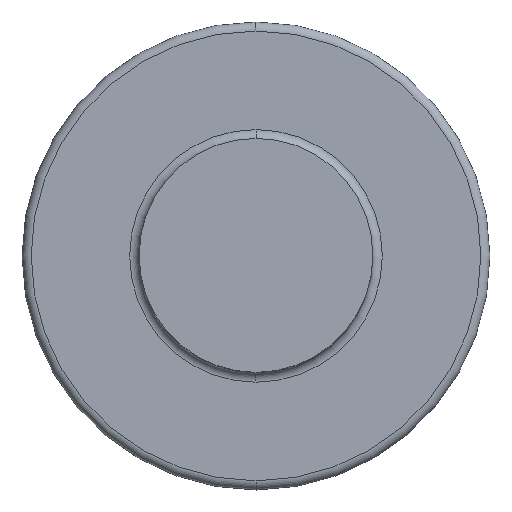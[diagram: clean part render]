
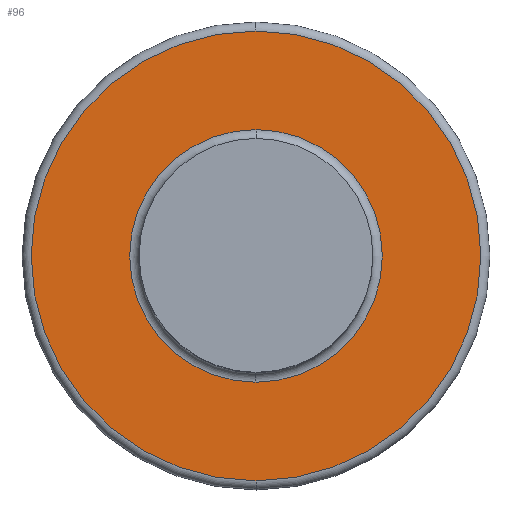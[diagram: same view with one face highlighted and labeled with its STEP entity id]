
A CAD part, top view. The second image highlights one B-rep face of the part: STEP entity #96.
In plain terms, the highlighted planar face has unit normal (0, 0, 1).
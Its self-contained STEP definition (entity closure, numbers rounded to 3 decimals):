
#35=FACE_BOUND('',#144,.T.);
#36=FACE_BOUND('',#145,.T.);
#96=ADVANCED_FACE('',(#35,#36),#114,.T.);
#114=PLANE('',#368);
#144=EDGE_LOOP('',(#173,#174));
#145=EDGE_LOOP('',(#175,#176));
#173=ORIENTED_EDGE('',*,*,#281,.F.);
#174=ORIENTED_EDGE('',*,*,#282,.F.);
#175=ORIENTED_EDGE('',*,*,#280,.F.);
#176=ORIENTED_EDGE('',*,*,#283,.F.);
#251=VERTEX_POINT('',#520);
#252=VERTEX_POINT('',#522);
#253=VERTEX_POINT('',#526);
#254=VERTEX_POINT('',#527);
#280=EDGE_CURVE('',#252,#251,#320,.T.);
#281=EDGE_CURVE('',#253,#254,#321,.T.);
#282=EDGE_CURVE('',#254,#253,#322,.T.);
#283=EDGE_CURVE('',#251,#252,#323,.T.);
#320=CIRCLE('',#363,2.16);
#321=CIRCLE('',#365,3.845);
#322=CIRCLE('',#366,3.845);
#323=CIRCLE('',#367,2.16);
#363=AXIS2_PLACEMENT_3D('',#523,#418,#419);
#365=AXIS2_PLACEMENT_3D('',#525,#422,#423);
#366=AXIS2_PLACEMENT_3D('',#528,#424,#425);
#367=AXIS2_PLACEMENT_3D('',#529,#426,#427);
#368=AXIS2_PLACEMENT_3D('',#530,#428,#429);
#418=DIRECTION('',(0.,0.,1.));
#419=DIRECTION('',(0.,-1.,0.));
#422=DIRECTION('',(0.,0.,-1.));
#423=DIRECTION('',(0.,-1.,0.));
#424=DIRECTION('',(0.,0.,-1.));
#425=DIRECTION('',(0.,1.,0.));
#426=DIRECTION('',(0.,0.,1.));
#427=DIRECTION('',(0.,1.,0.));
#428=DIRECTION('',(0.,0.,1.));
#429=DIRECTION('',(0.,1.,0.));
#520=CARTESIAN_POINT('',(0.,2.16,1.5));
#522=CARTESIAN_POINT('',(0.,-2.16,1.5));
#523=CARTESIAN_POINT('',(0.,0.,1.5));
#525=CARTESIAN_POINT('',(0.,0.,1.5));
#526=CARTESIAN_POINT('',(0.,-3.845,1.5));
#527=CARTESIAN_POINT('',(0.,3.845,1.5));
#528=CARTESIAN_POINT('',(0.,0.,1.5));
#529=CARTESIAN_POINT('',(0.,0.,1.5));
#530=CARTESIAN_POINT('',(0.,0.,1.5));
